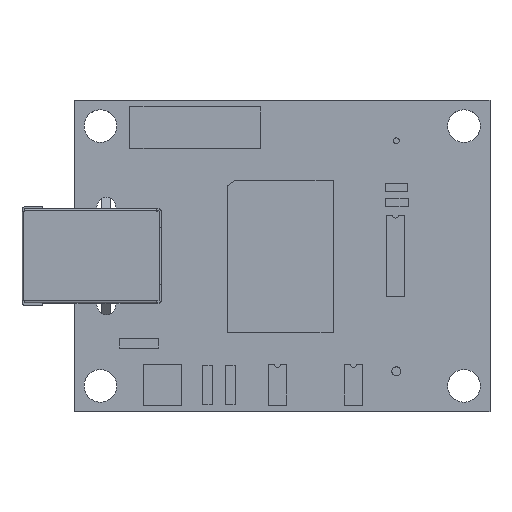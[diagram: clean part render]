
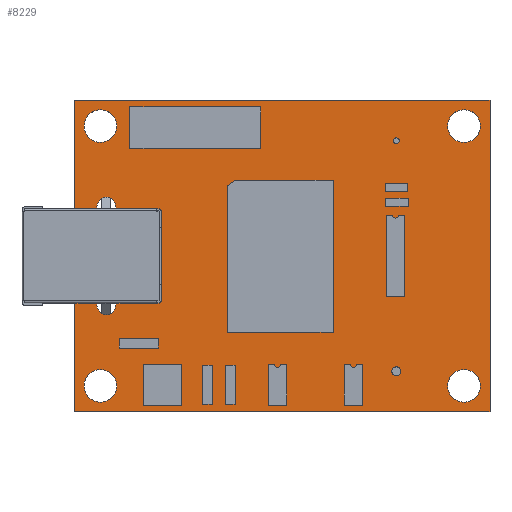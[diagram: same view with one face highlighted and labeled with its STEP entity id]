
A CAD part, top view. The second image highlights one B-rep face of the part: STEP entity #8229.
In plain terms, the highlighted planar face has unit normal (0, 0, 1).
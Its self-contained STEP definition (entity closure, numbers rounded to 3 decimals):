
#1807=CIRCLE('',#8605,1.15);
#1809=CIRCLE('',#8608,1.994);
#1811=CIRCLE('',#8611,0.46);
#1813=CIRCLE('',#8614,1.15);
#1815=CIRCLE('',#8617,0.46);
#1817=CIRCLE('',#8620,1.994);
#1819=CIRCLE('',#8623,0.46);
#1821=CIRCLE('',#8626,1.994);
#1823=CIRCLE('',#8629,0.55);
#1825=CIRCLE('',#8632,0.46);
#1827=CIRCLE('',#8635,0.35);
#1829=CIRCLE('',#8638,1.994);
#1955=VERTEX_POINT('',#11263);
#1956=VERTEX_POINT('',#11265);
#1958=VERTEX_POINT('',#11271);
#1960=VERTEX_POINT('',#11277);
#1962=VERTEX_POINT('',#11285);
#1964=VERTEX_POINT('',#11291);
#1966=VERTEX_POINT('',#11297);
#1968=VERTEX_POINT('',#11303);
#1970=VERTEX_POINT('',#11309);
#1972=VERTEX_POINT('',#11315);
#1974=VERTEX_POINT('',#11321);
#1976=VERTEX_POINT('',#11327);
#1978=VERTEX_POINT('',#11333);
#1980=VERTEX_POINT('',#11339);
#1982=VERTEX_POINT('',#11345);
#1984=VERTEX_POINT('',#11351);
#2598=VECTOR('',#9299,1.);
#2602=VECTOR('',#9304,1.);
#2605=VECTOR('',#9308,1.);
#2607=VECTOR('',#9311,1.);
#3490=LINE('',#11264,#2598);
#3494=LINE('',#11272,#2602);
#3497=LINE('',#11278,#2605);
#3499=LINE('',#11281,#2607);
#4382=EDGE_CURVE('',#1956,#1955,#3490,.T.);
#4386=EDGE_CURVE('',#1955,#1958,#3494,.T.);
#4389=EDGE_CURVE('',#1958,#1960,#3497,.T.);
#4391=EDGE_CURVE('',#1960,#1956,#3499,.T.);
#4393=EDGE_CURVE('',#1962,#1962,#1807,.T.);
#4396=EDGE_CURVE('',#1964,#1964,#1809,.T.);
#4399=EDGE_CURVE('',#1966,#1966,#1811,.T.);
#4402=EDGE_CURVE('',#1968,#1968,#1813,.T.);
#4405=EDGE_CURVE('',#1970,#1970,#1815,.T.);
#4408=EDGE_CURVE('',#1972,#1972,#1817,.T.);
#4411=EDGE_CURVE('',#1974,#1974,#1819,.T.);
#4414=EDGE_CURVE('',#1976,#1976,#1821,.T.);
#4417=EDGE_CURVE('',#1978,#1978,#1823,.T.);
#4420=EDGE_CURVE('',#1980,#1980,#1825,.T.);
#4423=EDGE_CURVE('',#1982,#1982,#1827,.T.);
#4426=EDGE_CURVE('',#1984,#1984,#1829,.T.);
#5450=ORIENTED_EDGE('',*,*,#4382,.T.);
#5451=ORIENTED_EDGE('',*,*,#4386,.T.);
#5452=ORIENTED_EDGE('',*,*,#4389,.T.);
#5453=ORIENTED_EDGE('',*,*,#4391,.T.);
#5454=ORIENTED_EDGE('',*,*,#4393,.F.);
#5455=ORIENTED_EDGE('',*,*,#4396,.F.);
#5456=ORIENTED_EDGE('',*,*,#4399,.F.);
#5457=ORIENTED_EDGE('',*,*,#4402,.F.);
#5458=ORIENTED_EDGE('',*,*,#4405,.F.);
#5459=ORIENTED_EDGE('',*,*,#4408,.F.);
#5460=ORIENTED_EDGE('',*,*,#4411,.F.);
#5461=ORIENTED_EDGE('',*,*,#4414,.F.);
#5462=ORIENTED_EDGE('',*,*,#4417,.F.);
#5463=ORIENTED_EDGE('',*,*,#4420,.F.);
#5464=ORIENTED_EDGE('',*,*,#4423,.F.);
#5465=ORIENTED_EDGE('',*,*,#4426,.F.);
#7379=EDGE_LOOP('',(#5450,#5451,#5452,#5453));
#7380=EDGE_LOOP('',(#5454));
#7381=EDGE_LOOP('',(#5455));
#7382=EDGE_LOOP('',(#5456));
#7383=EDGE_LOOP('',(#5457));
#7384=EDGE_LOOP('',(#5458));
#7385=EDGE_LOOP('',(#5459));
#7386=EDGE_LOOP('',(#5460));
#7387=EDGE_LOOP('',(#5461));
#7388=EDGE_LOOP('',(#5462));
#7389=EDGE_LOOP('',(#5463));
#7390=EDGE_LOOP('',(#5464));
#7391=EDGE_LOOP('',(#5465));
#7810=FACE_BOUND('',#7379,.T.);
#7811=FACE_BOUND('',#7380,.T.);
#7812=FACE_BOUND('',#7381,.T.);
#7813=FACE_BOUND('',#7382,.T.);
#7814=FACE_BOUND('',#7383,.T.);
#7815=FACE_BOUND('',#7384,.T.);
#7816=FACE_BOUND('',#7385,.T.);
#7817=FACE_BOUND('',#7386,.T.);
#7818=FACE_BOUND('',#7387,.T.);
#7819=FACE_BOUND('',#7388,.T.);
#7820=FACE_BOUND('',#7389,.T.);
#7821=FACE_BOUND('',#7390,.T.);
#7822=FACE_BOUND('',#7391,.T.);
#8229=ADVANCED_FACE('',(#7810,#7811,#7812,#7813,#7814,#7815,#7816,#7817,
#7818,#7819,#7820,#7821,#7822),#13494,.F.);
#8605=AXIS2_PLACEMENT_3D('',#11286,#9315,#9316);
#8608=AXIS2_PLACEMENT_3D('',#11292,#9322,#9323);
#8611=AXIS2_PLACEMENT_3D('',#11298,#9329,#9330);
#8614=AXIS2_PLACEMENT_3D('',#11304,#9336,#9337);
#8617=AXIS2_PLACEMENT_3D('',#11310,#9343,#9344);
#8620=AXIS2_PLACEMENT_3D('',#11316,#9350,#9351);
#8623=AXIS2_PLACEMENT_3D('',#11322,#9357,#9358);
#8626=AXIS2_PLACEMENT_3D('',#11328,#9364,#9365);
#8629=AXIS2_PLACEMENT_3D('',#11334,#9371,#9372);
#8632=AXIS2_PLACEMENT_3D('',#11340,#9378,#9379);
#8635=AXIS2_PLACEMENT_3D('',#11346,#9385,#9386);
#8638=AXIS2_PLACEMENT_3D('',#11352,#9392,#9393);
#8641=AXIS2_PLACEMENT_3D('',#11355,#9397,$);
#9299=DIRECTION('',(0.,-1.,0.));
#9304=DIRECTION('',(1.,0.,0.));
#9308=DIRECTION('',(0.,1.,0.));
#9311=DIRECTION('',(-1.,0.,0.));
#9315=DIRECTION('',(0.,0.,1.));
#9316=DIRECTION('',(1.15,0.,0.));
#9322=DIRECTION('',(0.,0.,1.));
#9323=DIRECTION('',(1.994,0.,0.));
#9329=DIRECTION('',(0.,0.,1.));
#9330=DIRECTION('',(0.46,0.,0.));
#9336=DIRECTION('',(0.,0.,1.));
#9337=DIRECTION('',(1.15,0.,0.));
#9343=DIRECTION('',(0.,0.,1.));
#9344=DIRECTION('',(0.46,0.,0.));
#9350=DIRECTION('',(0.,0.,1.));
#9351=DIRECTION('',(1.994,0.,0.));
#9357=DIRECTION('',(0.,0.,1.));
#9358=DIRECTION('',(0.46,0.,0.));
#9364=DIRECTION('',(0.,0.,1.));
#9365=DIRECTION('',(1.994,0.,0.));
#9371=DIRECTION('',(0.,0.,1.));
#9372=DIRECTION('',(0.55,0.,0.));
#9378=DIRECTION('',(0.,0.,1.));
#9379=DIRECTION('',(0.46,0.,0.));
#9385=DIRECTION('',(0.,0.,1.));
#9386=DIRECTION('',(0.35,0.,0.));
#9392=DIRECTION('',(0.,0.,1.));
#9393=DIRECTION('',(1.994,0.,0.));
#9397=DIRECTION('',(0.,0.,-1.));
#11263=CARTESIAN_POINT('',(0.,0.,1.814));
#11264=CARTESIAN_POINT('',(0.,38.1,1.814));
#11265=CARTESIAN_POINT('',(0.,38.1,1.814));
#11271=CARTESIAN_POINT('',(50.8,0.,1.814));
#11272=CARTESIAN_POINT('',(0.,0.,1.814));
#11277=CARTESIAN_POINT('',(50.8,38.1,1.814));
#11278=CARTESIAN_POINT('',(50.8,0.,1.814));
#11281=CARTESIAN_POINT('',(50.8,38.1,1.814));
#11285=CARTESIAN_POINT('',(5.058,13.03,1.814));
#11286=CARTESIAN_POINT('',(3.908,13.03,1.814));
#11291=CARTESIAN_POINT('',(5.169,3.175,1.814));
#11292=CARTESIAN_POINT('',(3.175,3.175,1.814));
#11297=CARTESIAN_POINT('',(7.078,17.8,1.814));
#11298=CARTESIAN_POINT('',(6.618,17.8,1.814));
#11303=CARTESIAN_POINT('',(5.058,25.07,1.814));
#11304=CARTESIAN_POINT('',(3.908,25.07,1.814));
#11309=CARTESIAN_POINT('',(7.078,20.3,1.814));
#11310=CARTESIAN_POINT('',(6.618,20.3,1.814));
#11315=CARTESIAN_POINT('',(5.169,34.925,1.814));
#11316=CARTESIAN_POINT('',(3.175,34.925,1.814));
#11321=CARTESIAN_POINT('',(9.078,17.8,1.814));
#11322=CARTESIAN_POINT('',(8.618,17.8,1.814));
#11327=CARTESIAN_POINT('',(49.619,3.175,1.814));
#11328=CARTESIAN_POINT('',(47.625,3.175,1.814));
#11333=CARTESIAN_POINT('',(39.91,4.941,1.814));
#11334=CARTESIAN_POINT('',(39.36,4.941,1.814));
#11339=CARTESIAN_POINT('',(9.078,20.3,1.814));
#11340=CARTESIAN_POINT('',(8.618,20.3,1.814));
#11345=CARTESIAN_POINT('',(39.71,33.141,1.814));
#11346=CARTESIAN_POINT('',(39.36,33.141,1.814));
#11351=CARTESIAN_POINT('',(49.619,34.925,1.814));
#11352=CARTESIAN_POINT('',(47.625,34.925,1.814));
#11355=CARTESIAN_POINT('',(0.,38.1,1.814));
#13494=PLANE('',#8641);
